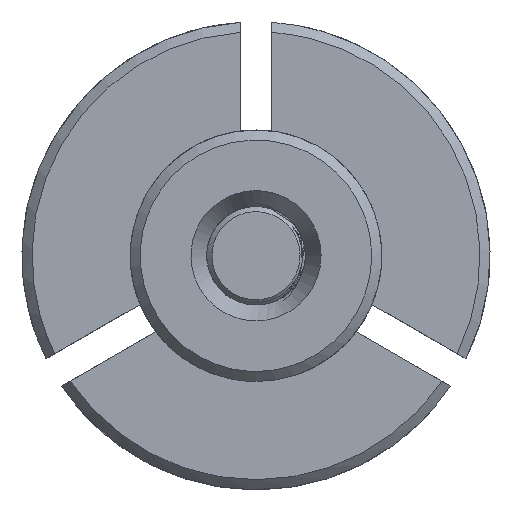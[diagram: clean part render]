
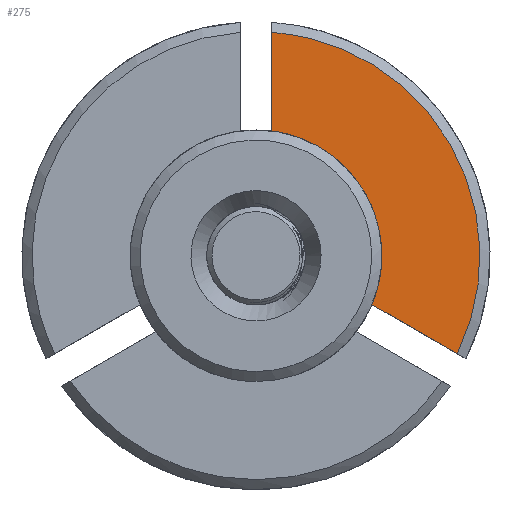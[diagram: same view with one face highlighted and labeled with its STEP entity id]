
A CAD part, front view. The second image highlights one B-rep face of the part: STEP entity #275.
In plain terms, the highlighted free-form (B-spline) face has degree [1, 1] with [2, 2] control points.
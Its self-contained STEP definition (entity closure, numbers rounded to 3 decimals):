
#164 = VERTEX_POINT('',#165);
#165 = CARTESIAN_POINT('',(7.844,0.,
    -3.299));
#170 = EDGE_CURVE('',#164,#171,#173,.T.);
#171 = VERTEX_POINT('',#172);
#172 = CARTESIAN_POINT('',(1.065,0.,
    8.443));
#173 = ( BOUNDED_CURVE() B_SPLINE_CURVE(2,(#174,#175,#176),
.UNSPECIFIED.,.F.,.F.) B_SPLINE_CURVE_WITH_KNOTS((3,3),(1.173,
3.016),.PIECEWISE_BEZIER_KNOTS.) CURVE() 
GEOMETRIC_REPRESENTATION_ITEM() RATIONAL_B_SPLINE_CURVE((1.,
0.604,1.)) REPRESENTATION_ITEM('') );
#174 = CARTESIAN_POINT('',(7.844,0.,
    -3.299));
#175 = CARTESIAN_POINT('',(12.192,0.,
    7.039));
#176 = CARTESIAN_POINT('',(1.065,0.,
    8.443));
#275 = ADVANCED_FACE('',(#276),#299,.T.);
#276 = FACE_BOUND('',#277,.T.);
#277 = EDGE_LOOP('',(#278,#285,#293,#298));
#278 = ORIENTED_EDGE('',*,*,#279,.T.);
#279 = EDGE_CURVE('',#164,#280,#282,.T.);
#280 = VERTEX_POINT('',#281);
#281 = CARTESIAN_POINT('',(13.623,0.,
    -6.636));
#282 = B_SPLINE_CURVE_WITH_KNOTS('',1,(#283,#284),.UNSPECIFIED.,.F.,.F.,
  (2,2),(9.466,14.441),.PIECEWISE_BEZIER_KNOTS.);
#283 = CARTESIAN_POINT('',(7.844,0.,
    -3.299));
#284 = CARTESIAN_POINT('',(13.623,0.,
    -6.636));
#285 = ORIENTED_EDGE('',*,*,#286,.T.);
#286 = EDGE_CURVE('',#280,#287,#289,.T.);
#287 = VERTEX_POINT('',#288);
#288 = CARTESIAN_POINT('',(1.065,0.,
    15.116));
#289 = ( BOUNDED_CURVE() B_SPLINE_CURVE(2,(#290,#291,#292),
.UNSPECIFIED.,.F.,.F.) B_SPLINE_CURVE_WITH_KNOTS((3,3),(1.118,
3.071),.PIECEWISE_BEZIER_KNOTS.) CURVE() 
GEOMETRIC_REPRESENTATION_ITEM() RATIONAL_B_SPLINE_CURVE((1.,
0.56,1.)) REPRESENTATION_ITEM('') );
#290 = CARTESIAN_POINT('',(13.623,0.,
    -6.636));
#291 = CARTESIAN_POINT('',(23.451,0.,
    13.539));
#292 = CARTESIAN_POINT('',(1.065,0.,
    15.116));
#293 = ORIENTED_EDGE('',*,*,#294,.T.);
#294 = EDGE_CURVE('',#287,#171,#295,.T.);
#295 = B_SPLINE_CURVE_WITH_KNOTS('',1,(#296,#297),.UNSPECIFIED.,.F.,.F.,
  (2,2),(-4.925,0.05),.PIECEWISE_BEZIER_KNOTS.);
#296 = CARTESIAN_POINT('',(1.065,0.,
    15.116));
#297 = CARTESIAN_POINT('',(1.065,0.,
    8.443));
#298 = ORIENTED_EDGE('',*,*,#170,.F.);
#299 = B_SPLINE_SURFACE_WITH_KNOTS('',1,1,(
    (#300,#301)
    ,(#302,#303
    )),.UNSPECIFIED.,.F.,.F.,.F.,(2,2),(2,2),(-4.925,
    11.291),(0.794,11.297),.PIECEWISE_BEZIER_KNOTS.);
#300 = CARTESIAN_POINT('',(1.065,0.,
    15.116));
#301 = CARTESIAN_POINT('',(15.154,0.,
    15.116));
#302 = CARTESIAN_POINT('',(1.065,0.,
    -6.636));
#303 = CARTESIAN_POINT('',(15.154,0.,
    -6.636));
